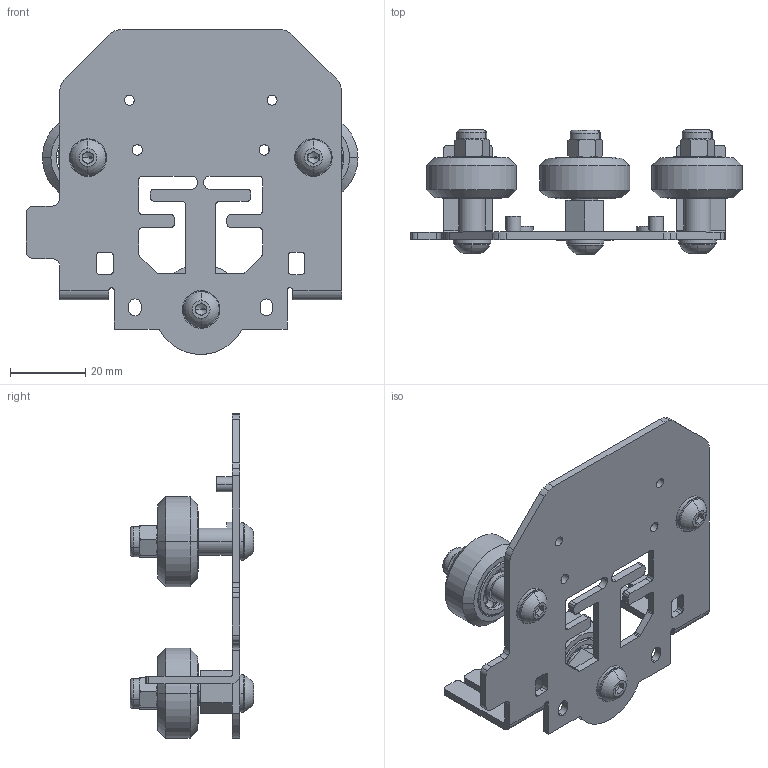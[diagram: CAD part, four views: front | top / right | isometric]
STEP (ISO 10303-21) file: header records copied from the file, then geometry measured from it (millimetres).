
FILE_DESCRIPTION(('STEP AP214'),'1');
FILE_NAME('tmp0.step','2021-11-03T03:59:20',(' '),(' '),'Spatial InterOp 3D',' ',' ');
FILE_SCHEMA(('AUTOMOTIVE_DESIGN { 1 0 10303 214 1 1 1 1 }'));
Length unit declared in the file: millimetre
Products named in the file (1): Domylna|socket button head screw_iso-2#socket button head screw_iso-4;Hex
Bounding box: 88.37 x 32.95 x 86.51 mm (x, y, z)
Volume: 25703.4 mm3; surface area: 30047.6 mm2
Topology: 23 solids, 23 shells, 981 faces, 3149 edges, 1911 vertices
Faces by surface type: torus 324, cylinder 284, plane 193, sphere 114, cone 66
Entity records: 40514 total; most frequent: CARTESIAN_POINT 14122, ORIENTED_EDGE 5854, DIRECTION 5383, EDGE_CURVE 2927, AXIS2_PLACEMENT_3D 2388, VERTEX_POINT 1911, CIRCLE 1384, EDGE_LOOP 1070
